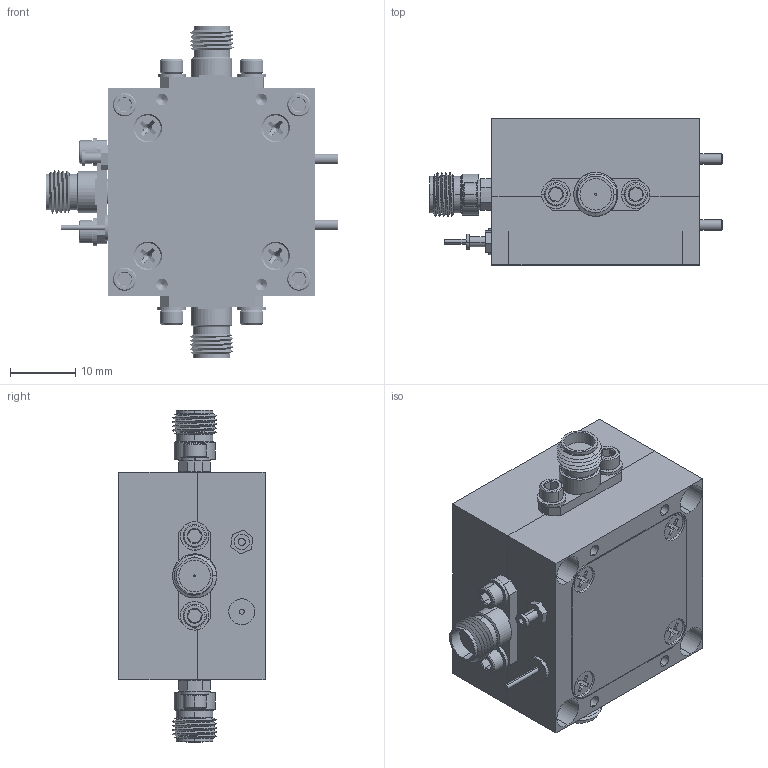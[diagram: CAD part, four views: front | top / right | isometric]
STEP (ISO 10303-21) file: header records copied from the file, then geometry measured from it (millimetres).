
FILE_DESCRIPTION (( 'STEP AP203' ), '1' );
FILE_NAME ('SST-7930831516-12-S1.STEP', '2019-04-02T17:32:48', ( '' ), ( '' ), 'SwSTEP 2.0', 'SolidWorks 2016', '' );
FILE_SCHEMA (( 'CONFIG_CONTROL_DESIGN' ));
Length unit declared in the file: millimetre
Products named in the file (1): SST-7930831516-12-S1
Bounding box: 44.78 x 22.35 x 50.8 mm (x, y, z)
Volume: 15668.6 mm3; surface area: 15632 mm2
Topology: 38 solids, 38 shells, 1924 faces, 5106 edges, 3264 vertices
Faces by surface type: cylinder 1091, plane 441, cone 334, bspline 52, torus 6
Entity records: 84711 total; most frequent: CARTESIAN_POINT 41788, ORIENTED_EDGE 10060, DIRECTION 7967, EDGE_CURVE 5030, VERTEX_POINT 3264, AXIS2_PLACEMENT_3D 2970, EDGE_LOOP 2070, VECTOR 2027
